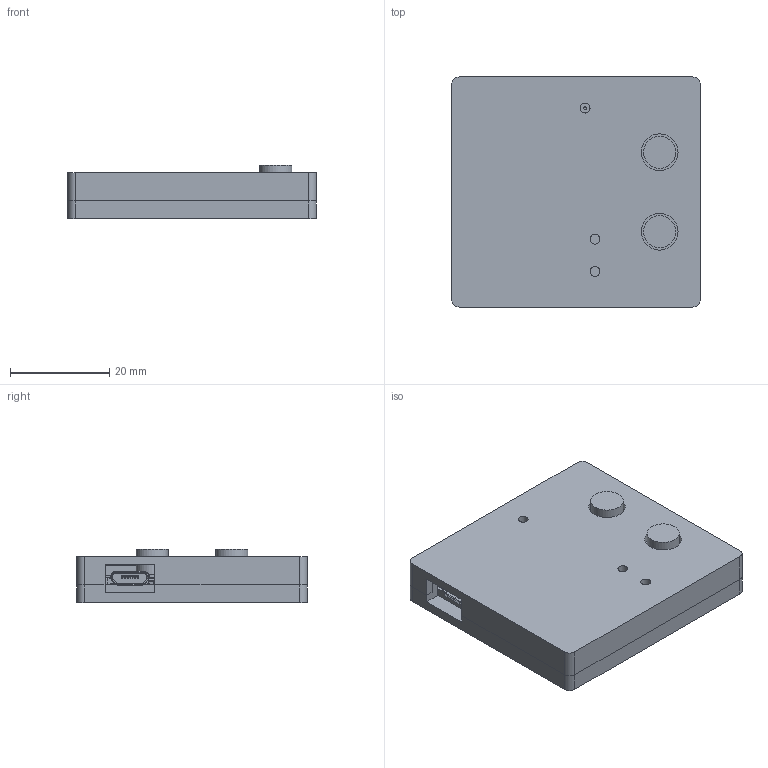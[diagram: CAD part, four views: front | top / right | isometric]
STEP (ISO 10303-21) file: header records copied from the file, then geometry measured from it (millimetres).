
FILE_DESCRIPTION(/* description */ (''),/* implementation_level */ '2;1');
FILE_NAME(/* name */ 'kroneum.step',/* time_stamp */ '2019-02-27T01:11:52+01:00',/* author */ ('aleh.zasypkin'),/* organization */ (''),/* preprocessor_version */ 'ST-DEVELOPER v17.2',/* originating_system */ 'Autodesk Translation Framework v7.6.0.251',/* authorisation */ '');
FILE_SCHEMA (('AUTOMOTIVE_DESIGN { 1 0 10303 214 3 1 1 }'));
Length unit declared in the file: millimetre
Products named in the file (33): kroneum; kroneum-pcb; USB_Micro-B_Molex_47346-0001; SOLID; SOT-89-3; SOLID (1); tl3342; C_0805_2012Metric; C_0805_2012Metric_1; C_0805_2012Metric_2; C_0805_2012Metric_3; C_0805_2012Metric_4; R_0805_2012Metric; R_0805_2012Metric_1; SOLID (4); SOT-23; SOLID (5); Buzzer_Murata_PKMCS0909E4000-R1; COMPOUND; tl3342_1; tl3342_2; tl3342_3; SOLID (2); TSSOP-20_4.4x6.5mm_P0; SOLID (6); C_0805_2012Metric_5; C_0805_2012Metric_6; SOLID (3); LINX_BAT-HLD-001; SOLID (7); COMPOUND (1); Enclosure; Button
Assembly tree (42 placements, depth 4):
  kroneum
    kroneum-pcb
      USB_Micro-B_Molex_47346-0001
        SOLID
      SOT-89-3
        SOLID (1)
      tl3342
        SOLID (2)
      C_0805_2012Metric
        SOLID (3)
      C_0805_2012Metric_1
        SOLID (3)
      C_0805_2012Metric_2
        SOLID (3)
      C_0805_2012Metric_3
        SOLID (3)
      C_0805_2012Metric_4
        SOLID (3)
      R_0805_2012Metric
        SOLID (4)
      R_0805_2012Metric_1
        SOLID (4)
      SOT-23
        SOLID (5)
      Buzzer_Murata_PKMCS0909E4000-R1
        COMPOUND
      tl3342_1
        SOLID (2)
      tl3342_2
        SOLID (2)
      tl3342_3
        SOLID (2)
      TSSOP-20_4.4x6.5mm_P0
        SOLID (6)
      C_0805_2012Metric_5
        SOLID (3)
      C_0805_2012Metric_6
        SOLID (3)
      LINX_BAT-HLD-001
        SOLID (7)
      COMPOUND (1)
    Enclosure
      Button
Bounding box: 49.95 x 46.3 x 10.76 mm (x, y, z)
Volume: 14720.6 mm3; surface area: 19025.1 mm2
Topology: 27 solids, 27 shells, 1933 faces, 5163 edges, 3297 vertices
Faces by surface type: plane 1420, cylinder 497, torus 8, sphere 4, cone 4
Full cylindrical faces by diameter (mm): 0.5 x1, 0.55 x2, 0.7 x1, 0.9 x4, 1 x4, 2 x7, 6.5 x2, 7.4 x2, 8 x2
Entity records: 44096 total; most frequent: CARTESIAN_POINT 7805, ORIENTED_EDGE 7254, DIRECTION 7121, EDGE_CURVE 3627, LINE 2893, VECTOR 2893, VERTEX_POINT 2323, AXIS2_PLACEMENT_3D 2114
